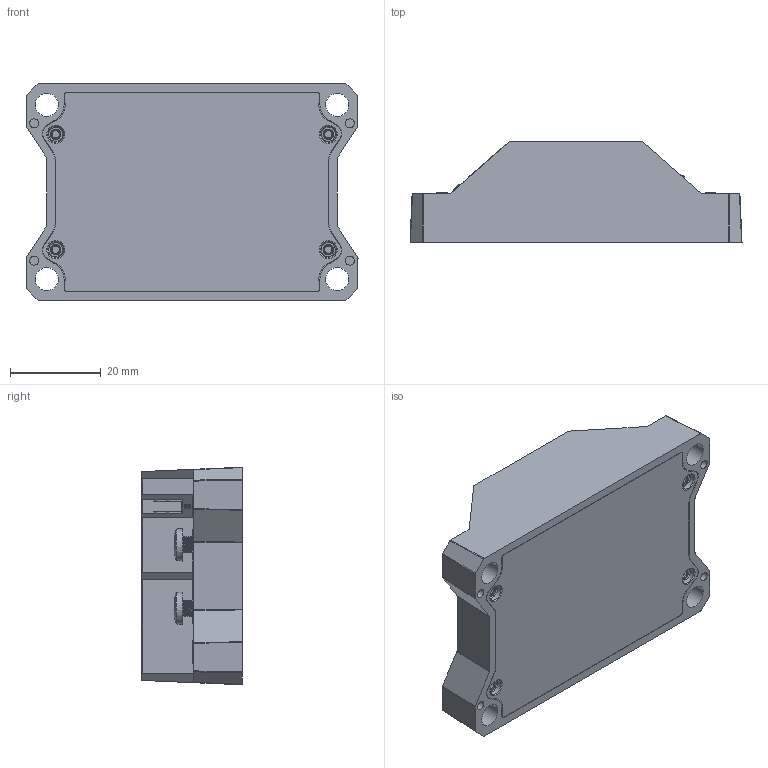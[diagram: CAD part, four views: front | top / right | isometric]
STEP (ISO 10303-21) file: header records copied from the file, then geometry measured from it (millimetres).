
FILE_DESCRIPTION(/* description */ (''),/* implementation_level */ '2;1');
FILE_NAME(/* name */ 'REV-11-1200.iam.stp',/* time_stamp */ '2017-12-12T12:05:10-08:00',/* author */ ('Autodesk Inc.'),/* organization */ ('Autodesk Inc.'),/* preprocessor_version */ 'ST-DEVELOPER v16.13',/* originating_system */ 'Autodesk Inventor 2018',/* authorisation */ '');
FILE_SCHEMA (('AUTOMOTIVE_DESIGN { 1 0 10303 214 3 1 1 }'));
Products named in the file (21): REV-11-1200; REV_SPARK; RR-SPARK-BD-B-Assembly; RR-SPARK-BD-B; ScrewTerminalAssembly; ScrewTerminalBase; ScrewTerminalScrew; Header-Female-1x3-PPTC031LFBN-RC; LED-RGB-ThroughHole; MOSFET-PSMN1R0-30YLC115; Varistor; Crystal; Button-PTS645SM43SMTR92LFS; OptoIsolator-TLP118; GateDriver-A4940KLPTR-T; MCU-PIC16F1828-I-GZ; Capacitor-UCL1V471MNL1GS; 1mmborder; Spark_P01-REV-41_TOPSHELL; heatsink; Spark_P01-REV-41_bottom_cover
Assembly tree (31 placements, depth 5):
  REV-11-1200
    REV_SPARK
      RR-SPARK-BD-B-Assembly
        RR-SPARK-BD-B
        ScrewTerminalAssembly  x4
          ScrewTerminalBase
          ScrewTerminalScrew
        Header-Female-1x3-PPTC031LFBN-RC  x3
        LED-RGB-ThroughHole
        MOSFET-PSMN1R0-30YLC115  x4
        Varistor  x2
        Crystal
        Button-PTS645SM43SMTR92LFS
        OptoIsolator-TLP118
        GateDriver-A4940KLPTR-T
        MCU-PIC16F1828-I-GZ
        Capacitor-UCL1V471MNL1GS  x3
        1mmborder
      Spark_P01-REV-41_TOPSHELL
      heatsink
      Spark_P01-REV-41_bottom_cover
Bounding box: 73.01 x 22.14 x 47.86 mm (x, y, z)
Volume: 39375.8 mm3; surface area: 42651.6 mm2
Topology: 34 solids, 34 shells, 2656 faces, 7137 edges, 4732 vertices
Faces by surface type: plane 1769, cylinder 425, bspline 404, cone 32, torus 25, sphere 1
Full cylindrical faces by diameter (mm): 0.5 x4, 0.8 x4, 0.991 x9, 1.608 x4, 1.85 x16, 2.01 x8, 2.553 x1, 3.175 x3, 3.251 x60, 3.5 x1, 3.505 x8, 3.518 x4, 4.522 x4, 5 x1, 5.105 x4, 5.131 x4, 5.226 x1, 5.527 x1, 10.5 x3
Entity records: 68629 total; most frequent: CARTESIAN_POINT 18541, ORIENTED_EDGE 10590, DIRECTION 9083, EDGE_CURVE 5295, LINE 3883, VECTOR 3883, VERTEX_POINT 3581, AXIS2_PLACEMENT_3D 2600
